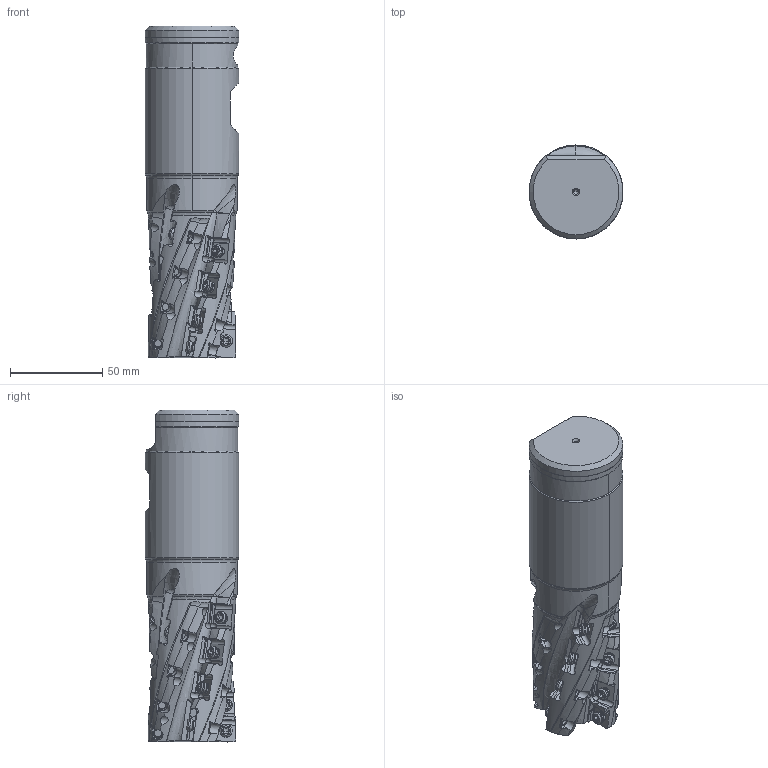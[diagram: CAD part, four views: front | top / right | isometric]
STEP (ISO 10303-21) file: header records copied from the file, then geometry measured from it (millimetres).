
FILE_DESCRIPTION((''),'2;1');
FILE_NAME('SPX4R05016WNES_ASM','2021-08-06T14:10:22',('tlyw01'),('PTC Japan'),'CREO PARAMETRIC BY PTC INC, 2018500','CREO PARAMETRIC BY PTC INC, 2018500','');
FILE_SCHEMA(('AUTOMOTIVE_DESIGN { 1 0 10303 214 1 1 1 1 }'));
Products named in the file (18): SPX4R05016WNES_1; SPX4R05016WNES_2; SPX4R05016WNES_3; SPX4R05016WNES_4; SPX4R05016WNES_5; SPX4R05016WNES_6; SPX4R05016WNES_7; SPX4R05016WNES_8; SPX4R05016WNES_9; SPX4R05016WNES_10; SPX4R05016WNES_11; SPX4R05016WNES_12; SPX4R05016WNES_13; SPX4R05016WNES_14; SPX4R05016WNES_15; SPX4R05016WNES_16; SPX4R05016WNES_17; SPX4R05016WNES_ASM
Assembly tree (17 placements, depth 2):
  SPX4R05016WNES_ASM
    SPX4R05016WNES_1
    SPX4R05016WNES_2
    SPX4R05016WNES_3
    SPX4R05016WNES_4
    SPX4R05016WNES_5
    SPX4R05016WNES_6
    SPX4R05016WNES_7
    SPX4R05016WNES_8
    SPX4R05016WNES_9
    SPX4R05016WNES_10
    SPX4R05016WNES_11
    SPX4R05016WNES_12
    SPX4R05016WNES_13
    SPX4R05016WNES_14
    SPX4R05016WNES_15
    SPX4R05016WNES_16
    SPX4R05016WNES_17
Bounding box: 50.8 x 50.8 x 179.53 mm (x, y, z)
Volume: 276453.3 mm3; surface area: 42772.6 mm2
Topology: 17 solids, 17 shells, 1397 faces, 4208 edges, 2788 vertices
Faces by surface type: cylinder 655, plane 291, torus 156, cone 154, bspline 78, sphere 60, extrusion 3
Entity records: 81166 total; most frequent: CARTESIAN_POINT 31726, ORIENTED_EDGE 8296, DIRECTION 6793, PRESENTATION_STYLE_ASSIGNMENT 4184, STYLED_ITEM 4184, CURVE_STYLE 4167, EDGE_CURVE 4148, AXIS2_PLACEMENT_3D 2852
